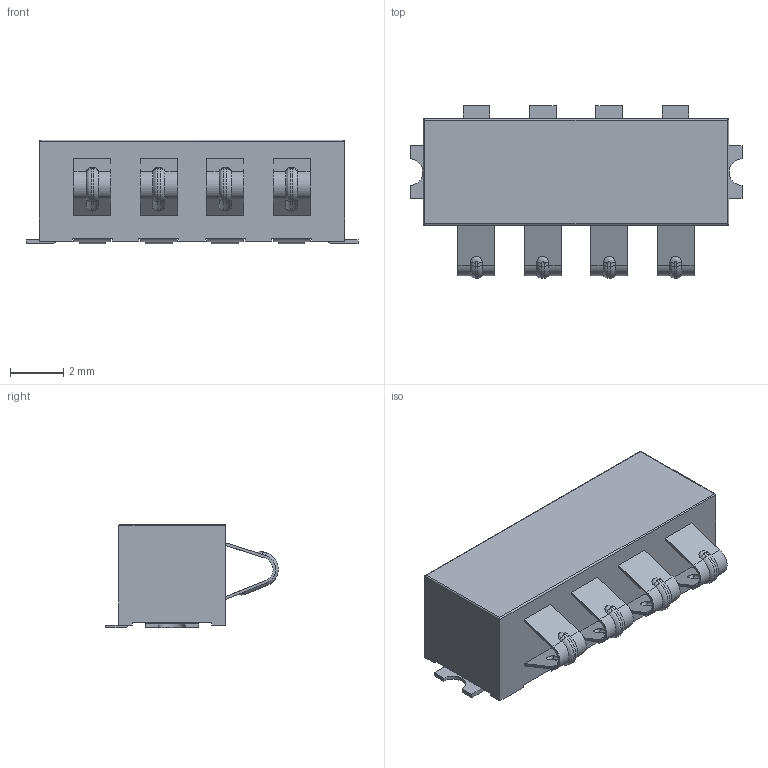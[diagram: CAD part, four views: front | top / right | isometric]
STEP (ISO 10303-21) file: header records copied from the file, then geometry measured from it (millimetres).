
FILE_DESCRIPTION(/* description */ (''),/* implementation_level */ '2;1');
FILE_NAME(/* name */ 'AVX-00-9155-004-541-006 v2.step',/* time_stamp */ '2023-02-08T14:38:38+03:00',/* author */ (''),/* organization */ (''),/* preprocessor_version */ 'ST-DEVELOPER v19.2',/* originating_system */ 'Autodesk Translation Framework v11.17.0.187',/* authorisation */ '');
FILE_SCHEMA (('AUTOMOTIVE_DESIGN { 1 0 10303 214 3 1 1 }'));
Length unit declared in the file: millimetre
Products named in the file (2): AVX-00-9155-004-541-006; 00-9155-004-541-00X
Assembly tree (1 placements, depth 2):
  AVX-00-9155-004-541-006
    00-9155-004-541-00X
Bounding box: 12.5 x 6.5 x 3.9 mm (x, y, z)
Volume: 174.5 mm3; surface area: 285.3 mm2
Topology: 1 solids, 1 shells, 252 faces, 664 edges, 420 vertices
Faces by surface type: plane 138, cylinder 82, bspline 16, torus 16
Entity records: 8315 total; most frequent: CARTESIAN_POINT 1856, ORIENTED_EDGE 1328, DIRECTION 1324, EDGE_CURVE 664, LINE 472, VECTOR 472, AXIS2_PLACEMENT_3D 426, VERTEX_POINT 420
